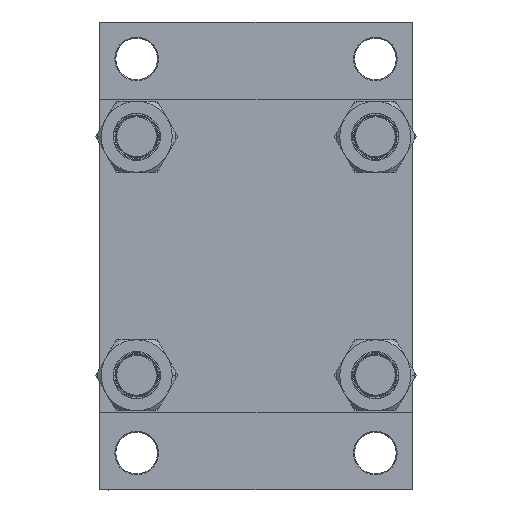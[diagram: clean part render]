
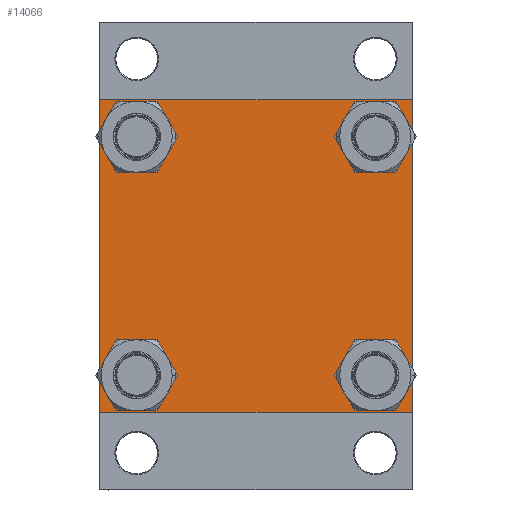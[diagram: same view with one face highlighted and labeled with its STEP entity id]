
A CAD part, left-side view. The second image highlights one B-rep face of the part: STEP entity #14066.
In plain terms, the highlighted planar face has unit normal (-1, 0, 0).
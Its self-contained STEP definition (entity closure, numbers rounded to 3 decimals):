
#156 = CARTESIAN_POINT ( 'NONE',  ( 0., -62.95, 51.45 ) ) ;
#214 = CARTESIAN_POINT ( 'NONE',  ( 0., -62.95, 62.95 ) ) ;
#699 = AXIS2_PLACEMENT_3D ( 'NONE', #24294, #39035, #9035 ) ;
#892 = CIRCLE ( 'NONE', #1682, 11.5 ) ;
#1004 = CARTESIAN_POINT ( 'NONE',  ( 0., -82.25, -82.25 ) ) ;
#1125 = VERTEX_POINT ( 'NONE', #25204 ) ;
#1215 = CARTESIAN_POINT ( 'NONE',  ( 0., -62.95, -62.95 ) ) ;
#1274 = CARTESIAN_POINT ( 'NONE',  ( 0., -62.95, 74.45 ) ) ;
#1682 = AXIS2_PLACEMENT_3D ( 'NONE', #214, #44247, #4079 ) ;
#1796 = CIRCLE ( 'NONE', #31921, 11.5 ) ;
#1846 = ORIENTED_EDGE ( 'NONE', *, *, #11626, .T. ) ;
#2033 = CARTESIAN_POINT ( 'NONE',  ( 0., 62.95, 51.45 ) ) ;
#2522 = EDGE_CURVE ( 'NONE', #12184, #2794, #892, .T. ) ;
#2548 = DIRECTION ( 'NONE',  ( 0., 0., -1. ) ) ;
#2794 = VERTEX_POINT ( 'NONE', #156 ) ;
#3544 = DIRECTION ( 'NONE',  ( 0., -0.707, -0.707 ) ) ;
#3911 = CARTESIAN_POINT ( 'NONE',  ( 0., -82.25, 82.25 ) ) ;
#3923 = VERTEX_POINT ( 'NONE', #20695 ) ;
#4079 = DIRECTION ( 'NONE',  ( 0., 0., 1. ) ) ;
#5467 = EDGE_CURVE ( 'NONE', #1125, #5998, #30135, .T. ) ;
#5998 = VERTEX_POINT ( 'NONE', #2033 ) ;
#6010 = DIRECTION ( 'NONE',  ( 1., 0., 0. ) ) ;
#6104 = FACE_BOUND ( 'NONE', #22297, .T. ) ;
#6725 = ORIENTED_EDGE ( 'NONE', *, *, #22388, .T. ) ;
#6818 = FACE_BOUND ( 'NONE', #34912, .T. ) ;
#7097 = EDGE_CURVE ( 'NONE', #40549, #42302, #13427, .T. ) ;
#7897 = CARTESIAN_POINT ( 'NONE',  ( 0., 62.95, -51.45 ) ) ;
#8474 = CARTESIAN_POINT ( 'NONE',  ( 0., -62.95, -74.45 ) ) ;
#9035 = DIRECTION ( 'NONE',  ( 0., 0., 1. ) ) ;
#9430 = CARTESIAN_POINT ( 'NONE',  ( 0., -82.5, -82. ) ) ;
#9659 = LINE ( 'NONE', #39175, #19058 ) ;
#9739 = CARTESIAN_POINT ( 'NONE',  ( 0., 82.5, 82.5 ) ) ;
#9972 = DIRECTION ( 'NONE',  ( -1., 0., 0. ) ) ;
#10303 = LINE ( 'NONE', #32084, #11908 ) ;
#11037 = EDGE_CURVE ( 'NONE', #5998, #1125, #22608, .T. ) ;
#11626 = EDGE_CURVE ( 'NONE', #40549, #26906, #22308, .T. ) ;
#11678 = EDGE_CURVE ( 'NONE', #3923, #42302, #30512, .T. ) ;
#11892 = EDGE_CURVE ( 'NONE', #19565, #26906, #36058, .T. ) ;
#11908 = VECTOR ( 'NONE', #46600, 1000. ) ;
#12184 = VERTEX_POINT ( 'NONE', #1274 ) ;
#12332 = DIRECTION ( 'NONE',  ( 0., 0., 1. ) ) ;
#12504 = CARTESIAN_POINT ( 'NONE',  ( 0., 82.5, 82. ) ) ;
#12531 = VECTOR ( 'NONE', #17967, 1000. ) ;
#13127 = AXIS2_PLACEMENT_3D ( 'NONE', #24411, #6010, #20779 ) ;
#13427 = LINE ( 'NONE', #24095, #41754 ) ;
#13561 = VECTOR ( 'NONE', #43363, 1000. ) ;
#13749 = ORIENTED_EDGE ( 'NONE', *, *, #28131, .T. ) ;
#14066 = ADVANCED_FACE ( 'NONE', ( #28855, #6818, #43112, #6104, #35384 ), #16982, .T. ) ;
#14402 = AXIS2_PLACEMENT_3D ( 'NONE', #29264, #34793, #30676 ) ;
#15559 = DIRECTION ( 'NONE',  ( 0., 0., 1. ) ) ;
#15826 = CIRCLE ( 'NONE', #42886, 11.5 ) ;
#16110 = CIRCLE ( 'NONE', #699, 11.5 ) ;
#16642 = ORIENTED_EDGE ( 'NONE', *, *, #11678, .T. ) ;
#16662 = DIRECTION ( 'NONE',  ( 0., 0.707, -0.707 ) ) ;
#16838 = VERTEX_POINT ( 'NONE', #7897 ) ;
#16906 = DIRECTION ( 'NONE',  ( 1., 0., 0. ) ) ;
#16982 = PLANE ( 'NONE',  #29508 ) ;
#16986 = VECTOR ( 'NONE', #3544, 1000. ) ;
#17032 = EDGE_CURVE ( 'NONE', #43128, #16838, #1796, .T. ) ;
#17097 = VERTEX_POINT ( 'NONE', #19446 ) ;
#17221 = CARTESIAN_POINT ( 'NONE',  ( 0., 0., 0. ) ) ;
#17812 = CARTESIAN_POINT ( 'NONE',  ( 0., 82., 82.5 ) ) ;
#17962 = ORIENTED_EDGE ( 'NONE', *, *, #17032, .T. ) ;
#17967 = DIRECTION ( 'NONE',  ( 0., 0.707, 0.707 ) ) ;
#19058 = VECTOR ( 'NONE', #16662, 1000. ) ;
#19446 = CARTESIAN_POINT ( 'NONE',  ( 0., -62.95, -51.45 ) ) ;
#19532 = VERTEX_POINT ( 'NONE', #12504 ) ;
#19565 = VERTEX_POINT ( 'NONE', #17812 ) ;
#20187 = EDGE_CURVE ( 'NONE', #45952, #3923, #10303, .T. ) ;
#20695 = CARTESIAN_POINT ( 'NONE',  ( 0., -82., -82.5 ) ) ;
#20779 = DIRECTION ( 'NONE',  ( 0., 0., 1. ) ) ;
#22297 = EDGE_LOOP ( 'NONE', ( #34761, #32757 ) ) ;
#22308 = LINE ( 'NONE', #3911, #12531 ) ;
#22388 = EDGE_CURVE ( 'NONE', #2794, #12184, #15826, .T. ) ;
#22608 = CIRCLE ( 'NONE', #34966, 11.5 ) ;
#23544 = EDGE_CURVE ( 'NONE', #19532, #38241, #36112, .T. ) ;
#23808 = CIRCLE ( 'NONE', #40043, 11.5 ) ;
#24095 = CARTESIAN_POINT ( 'NONE',  ( 0., -82.5, 82.5 ) ) ;
#24161 = VECTOR ( 'NONE', #40158, 1000. ) ;
#24228 = CARTESIAN_POINT ( 'NONE',  ( 0., 82., -82.5 ) ) ;
#24281 = CARTESIAN_POINT ( 'NONE',  ( 0., 82.5, -82. ) ) ;
#24294 = CARTESIAN_POINT ( 'NONE',  ( 0., -62.95, -62.95 ) ) ;
#24411 = CARTESIAN_POINT ( 'NONE',  ( 0., 62.95, 62.95 ) ) ;
#24464 = EDGE_LOOP ( 'NONE', ( #42885, #6725 ) ) ;
#24742 = DIRECTION ( 'NONE',  ( 0., 0., 1. ) ) ;
#25204 = CARTESIAN_POINT ( 'NONE',  ( 0., 62.95, 74.45 ) ) ;
#25428 = ORIENTED_EDGE ( 'NONE', *, *, #23544, .T. ) ;
#25804 = DIRECTION ( 'NONE',  ( 1., 0., 0. ) ) ;
#26906 = VERTEX_POINT ( 'NONE', #39943 ) ;
#28131 = EDGE_CURVE ( 'NONE', #19565, #19532, #9659, .T. ) ;
#28855 = FACE_BOUND ( 'NONE', #24464, .T. ) ;
#29264 = CARTESIAN_POINT ( 'NONE',  ( 0., 62.95, -62.95 ) ) ;
#29508 = AXIS2_PLACEMENT_3D ( 'NONE', #17221, #9972, #24742 ) ;
#29724 = EDGE_LOOP ( 'NONE', ( #25428, #38744, #32395, #16642, #34647, #1846, #44628, #13749 ) ) ;
#30135 = CIRCLE ( 'NONE', #13127, 11.5 ) ;
#30512 = LINE ( 'NONE', #1004, #31081 ) ;
#30564 = CARTESIAN_POINT ( 'NONE',  ( 0., 62.95, -62.95 ) ) ;
#30676 = DIRECTION ( 'NONE',  ( 0., 0., 1. ) ) ;
#31081 = VECTOR ( 'NONE', #44797, 1000. ) ;
#31220 = DIRECTION ( 'NONE',  ( 0., 0., 1. ) ) ;
#31921 = AXIS2_PLACEMENT_3D ( 'NONE', #30564, #37593, #15559 ) ;
#31943 = CARTESIAN_POINT ( 'NONE',  ( 0., 62.95, 62.95 ) ) ;
#32084 = CARTESIAN_POINT ( 'NONE',  ( 0., 82.5, -82.5 ) ) ;
#32395 = ORIENTED_EDGE ( 'NONE', *, *, #20187, .T. ) ;
#32757 = ORIENTED_EDGE ( 'NONE', *, *, #11037, .T. ) ;
#33110 = EDGE_CURVE ( 'NONE', #16838, #43128, #44522, .T. ) ;
#33145 = CARTESIAN_POINT ( 'NONE',  ( 0., 82.5, 82.5 ) ) ;
#33303 = CARTESIAN_POINT ( 'NONE',  ( 0., -62.95, 62.95 ) ) ;
#33633 = VERTEX_POINT ( 'NONE', #8474 ) ;
#34647 = ORIENTED_EDGE ( 'NONE', *, *, #7097, .F. ) ;
#34761 = ORIENTED_EDGE ( 'NONE', *, *, #5467, .T. ) ;
#34793 = DIRECTION ( 'NONE',  ( 1., 0., 0. ) ) ;
#34912 = EDGE_LOOP ( 'NONE', ( #42452, #43607 ) ) ;
#34966 = AXIS2_PLACEMENT_3D ( 'NONE', #31943, #46687, #31220 ) ;
#35384 = FACE_OUTER_BOUND ( 'NONE', #29724, .T. ) ;
#36058 = LINE ( 'NONE', #33145, #24161 ) ;
#36112 = LINE ( 'NONE', #9739, #13561 ) ;
#36447 = DIRECTION ( 'NONE',  ( 0., 0., 1. ) ) ;
#37593 = DIRECTION ( 'NONE',  ( 1., 0., 0. ) ) ;
#38241 = VERTEX_POINT ( 'NONE', #24281 ) ;
#38744 = ORIENTED_EDGE ( 'NONE', *, *, #45530, .T. ) ;
#39035 = DIRECTION ( 'NONE',  ( 1., 0., 0. ) ) ;
#39101 = CARTESIAN_POINT ( 'NONE',  ( 0., 62.95, -74.45 ) ) ;
#39175 = CARTESIAN_POINT ( 'NONE',  ( 0., 82.25, 82.25 ) ) ;
#39943 = CARTESIAN_POINT ( 'NONE',  ( 0., -82., 82.5 ) ) ;
#40043 = AXIS2_PLACEMENT_3D ( 'NONE', #1215, #16906, #12332 ) ;
#40087 = LINE ( 'NONE', #44419, #16986 ) ;
#40158 = DIRECTION ( 'NONE',  ( 0., -1., 0. ) ) ;
#40549 = VERTEX_POINT ( 'NONE', #46842 ) ;
#40704 = EDGE_LOOP ( 'NONE', ( #45177, #17962 ) ) ;
#41279 = EDGE_CURVE ( 'NONE', #17097, #33633, #23808, .T. ) ;
#41754 = VECTOR ( 'NONE', #2548, 1000. ) ;
#42302 = VERTEX_POINT ( 'NONE', #9430 ) ;
#42452 = ORIENTED_EDGE ( 'NONE', *, *, #41279, .T. ) ;
#42687 = EDGE_CURVE ( 'NONE', #33633, #17097, #16110, .T. ) ;
#42885 = ORIENTED_EDGE ( 'NONE', *, *, #2522, .T. ) ;
#42886 = AXIS2_PLACEMENT_3D ( 'NONE', #33303, #25804, #36447 ) ;
#43112 = FACE_BOUND ( 'NONE', #40704, .T. ) ;
#43128 = VERTEX_POINT ( 'NONE', #39101 ) ;
#43363 = DIRECTION ( 'NONE',  ( 0., 0., -1. ) ) ;
#43607 = ORIENTED_EDGE ( 'NONE', *, *, #42687, .T. ) ;
#44247 = DIRECTION ( 'NONE',  ( 1., 0., 0. ) ) ;
#44419 = CARTESIAN_POINT ( 'NONE',  ( 0., 82.25, -82.25 ) ) ;
#44522 = CIRCLE ( 'NONE', #14402, 11.5 ) ;
#44628 = ORIENTED_EDGE ( 'NONE', *, *, #11892, .F. ) ;
#44797 = DIRECTION ( 'NONE',  ( 0., -0.707, 0.707 ) ) ;
#45177 = ORIENTED_EDGE ( 'NONE', *, *, #33110, .T. ) ;
#45530 = EDGE_CURVE ( 'NONE', #38241, #45952, #40087, .T. ) ;
#45952 = VERTEX_POINT ( 'NONE', #24228 ) ;
#46600 = DIRECTION ( 'NONE',  ( 0., -1., 0. ) ) ;
#46687 = DIRECTION ( 'NONE',  ( 1., 0., 0. ) ) ;
#46842 = CARTESIAN_POINT ( 'NONE',  ( 0., -82.5, 82. ) ) ;
